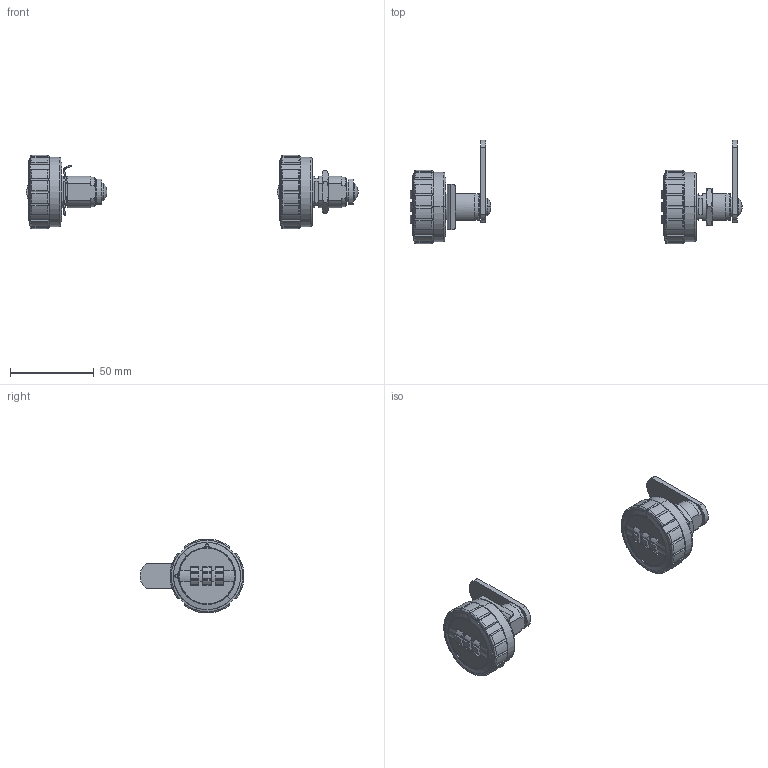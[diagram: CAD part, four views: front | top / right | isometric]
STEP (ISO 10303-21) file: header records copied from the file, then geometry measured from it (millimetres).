
FILE_DESCRIPTION( (''), '2;1');
FILE_NAME ('PC008.14496.LN_0001_30870.stp','2024-09-02T12:19:53',(''),(''),'spGate 19.8.4 (****-****-****-****)','','');
FILE_SCHEMA (('AUTOMOTIVE_DESIGN'));
Length unit declared in the file: millimetre
Products named in the file (6): Assembly; cover; nut; knob; body; retainer
Assembly tree (8 placements, depth 2):
  Assembly
    cover  x2
    nut
    knob  x2
    body  x2
    retainer
Bounding box: 198.32 x 62.09 x 44.18 mm (x, y, z)
Volume: 56068.3 mm3; surface area: 33329.5 mm2
Topology: 6 solids, 8 shells, 616 faces, 1662 edges, 1092 vertices
Faces by surface type: plane 322, cylinder 190, bspline 92, sphere 12
Entity records: 18659 total; most frequent: CARTESIAN_POINT 3437, ORIENTED_EDGE 1782, DIRECTION 1600, COLOUR_RGB 1232, PRESENTATION_STYLE_ASSIGNMENT 1232, STYLED_ITEM 1232, EDGE_CURVE 894, DRAUGHTING_PRE_DEFINED_CURVE_FONT 894
